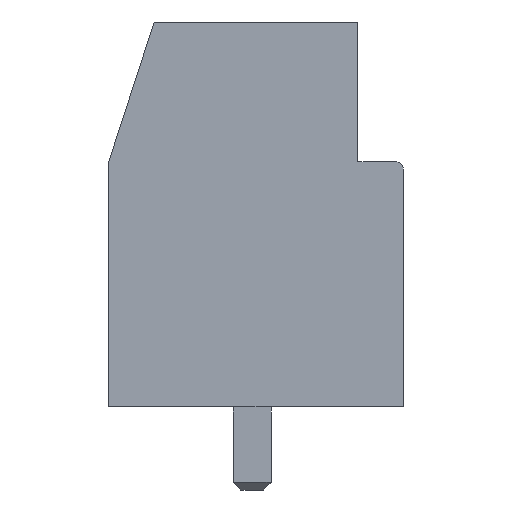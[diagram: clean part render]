
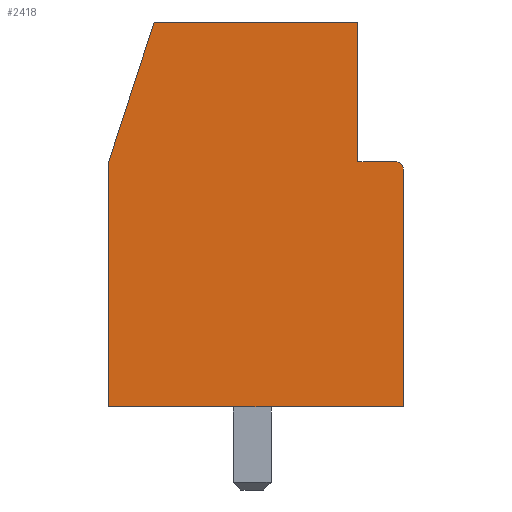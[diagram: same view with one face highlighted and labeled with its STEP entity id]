
A CAD part, front view. The second image highlights one B-rep face of the part: STEP entity #2418.
In plain terms, the highlighted planar face has unit normal (0, -1, 0).
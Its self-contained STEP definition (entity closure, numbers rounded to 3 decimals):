
#84 = EDGE_CURVE ( 'NONE', #2334, #2243, #2324, .T. ) ;
#123 = VERTEX_POINT ( 'NONE', #2180 ) ;
#142 = LINE ( 'NONE', #2799, #1576 ) ;
#173 = VECTOR ( 'NONE', #2806, 1000. ) ;
#267 = VERTEX_POINT ( 'NONE', #855 ) ;
#427 = DIRECTION ( 'NONE',  ( 0., 0., 1. ) ) ;
#511 = DIRECTION ( 'NONE',  ( 0., -1., 0. ) ) ;
#533 = VECTOR ( 'NONE', #652, 1000. ) ;
#607 = VERTEX_POINT ( 'NONE', #1966 ) ;
#613 = CARTESIAN_POINT ( 'NONE',  ( -7.8, 0., 6.5 ) ) ;
#652 = DIRECTION ( 'NONE',  ( -1., 0., 0. ) ) ;
#676 = ORIENTED_EDGE ( 'NONE', *, *, #2312, .T. ) ;
#706 = DIRECTION ( 'NONE',  ( 0., 0., 1. ) ) ;
#713 = LINE ( 'NONE', #1202, #1275 ) ;
#828 = VECTOR ( 'NONE', #893, 1000. ) ;
#845 = CARTESIAN_POINT ( 'NONE',  ( 0., 0., 0. ) ) ;
#855 = CARTESIAN_POINT ( 'NONE',  ( 0., 0., 6.3 ) ) ;
#893 = DIRECTION ( 'NONE',  ( 0., 0., 1. ) ) ;
#896 = LINE ( 'NONE', #1856, #2690 ) ;
#1124 = CARTESIAN_POINT ( 'NONE',  ( -7.8, 0., 10.2 ) ) ;
#1131 = VERTEX_POINT ( 'NONE', #845 ) ;
#1202 = CARTESIAN_POINT ( 'NONE',  ( 0., 0., 6.5 ) ) ;
#1230 = LINE ( 'NONE', #2661, #1433 ) ;
#1275 = VECTOR ( 'NONE', #2402, 1000. ) ;
#1281 = ORIENTED_EDGE ( 'NONE', *, *, #1805, .T. ) ;
#1387 = CARTESIAN_POINT ( 'NONE',  ( 0., 0., 10.2 ) ) ;
#1433 = VECTOR ( 'NONE', #1484, 1000. ) ;
#1435 = CIRCLE ( 'NONE', #2636, 0.2 ) ;
#1453 = CARTESIAN_POINT ( 'NONE',  ( 0., 0., 0. ) ) ;
#1484 = DIRECTION ( 'NONE',  ( 1., 0., 0. ) ) ;
#1571 = ORIENTED_EDGE ( 'NONE', *, *, #2653, .T. ) ;
#1576 = VECTOR ( 'NONE', #2561, 1000. ) ;
#1595 = CARTESIAN_POINT ( 'NONE',  ( -6.6, 0., 10.2 ) ) ;
#1672 = CARTESIAN_POINT ( 'NONE',  ( -7.8, 0., 6.5 ) ) ;
#1706 = DIRECTION ( 'NONE',  ( 0., 1., 0. ) ) ;
#1746 = ORIENTED_EDGE ( 'NONE', *, *, #2694, .T. ) ;
#1747 = EDGE_CURVE ( 'NONE', #2863, #607, #713, .T. ) ;
#1787 = CARTESIAN_POINT ( 'NONE',  ( -0.2, 0., 6.5 ) ) ;
#1805 = EDGE_CURVE ( 'NONE', #2243, #2712, #2876, .T. ) ;
#1820 = LINE ( 'NONE', #1387, #828 ) ;
#1856 = CARTESIAN_POINT ( 'NONE',  ( -1.2, 0., 6.5 ) ) ;
#1941 = EDGE_CURVE ( 'NONE', #123, #1131, #1230, .T. ) ;
#1966 = CARTESIAN_POINT ( 'NONE',  ( -1.2, 0., 6.5 ) ) ;
#2004 = ORIENTED_EDGE ( 'NONE', *, *, #1941, .T. ) ;
#2180 = CARTESIAN_POINT ( 'NONE',  ( -7.8, 0., 0. ) ) ;
#2243 = VERTEX_POINT ( 'NONE', #1595 ) ;
#2312 = EDGE_CURVE ( 'NONE', #607, #2334, #896, .T. ) ;
#2324 = LINE ( 'NONE', #1124, #533 ) ;
#2334 = VERTEX_POINT ( 'NONE', #2395 ) ;
#2392 = DIRECTION ( 'NONE',  ( 0., 0., 1. ) ) ;
#2395 = CARTESIAN_POINT ( 'NONE',  ( -1.2, 0., 10.2 ) ) ;
#2402 = DIRECTION ( 'NONE',  ( -1., 0., 0. ) ) ;
#2418 = ADVANCED_FACE ( 'NONE', ( #2438 ), #2913, .F. ) ;
#2433 = EDGE_LOOP ( 'NONE', ( #1571, #2619, #3058, #676, #2909, #1281, #1746, #2004 ) ) ;
#2438 = FACE_OUTER_BOUND ( 'NONE', #2433, .T. ) ;
#2561 = DIRECTION ( 'NONE',  ( 0., 0., -1. ) ) ;
#2619 = ORIENTED_EDGE ( 'NONE', *, *, #2789, .T. ) ;
#2636 = AXIS2_PLACEMENT_3D ( 'NONE', #2864, #511, #2392 ) ;
#2653 = EDGE_CURVE ( 'NONE', #1131, #267, #1820, .T. ) ;
#2661 = CARTESIAN_POINT ( 'NONE',  ( 0., 0., 0. ) ) ;
#2690 = VECTOR ( 'NONE', #427, 1000. ) ;
#2694 = EDGE_CURVE ( 'NONE', #2712, #123, #142, .T. ) ;
#2712 = VERTEX_POINT ( 'NONE', #613 ) ;
#2789 = EDGE_CURVE ( 'NONE', #267, #2863, #1435, .T. ) ;
#2799 = CARTESIAN_POINT ( 'NONE',  ( -7.8, 0., 0. ) ) ;
#2806 = DIRECTION ( 'NONE',  ( -0.309, 0., -0.951 ) ) ;
#2863 = VERTEX_POINT ( 'NONE', #1787 ) ;
#2864 = CARTESIAN_POINT ( 'NONE',  ( -0.2, 0., 6.3 ) ) ;
#2876 = LINE ( 'NONE', #1672, #173 ) ;
#2909 = ORIENTED_EDGE ( 'NONE', *, *, #84, .T. ) ;
#2913 = PLANE ( 'NONE',  #3005 ) ;
#3005 = AXIS2_PLACEMENT_3D ( 'NONE', #1453, #1706, #706 ) ;
#3058 = ORIENTED_EDGE ( 'NONE', *, *, #1747, .T. ) ;
